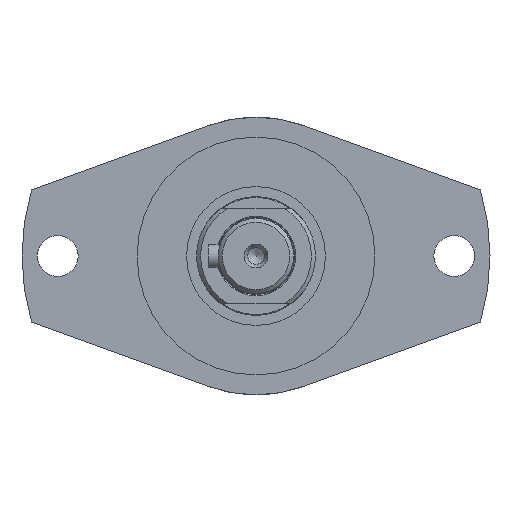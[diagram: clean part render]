
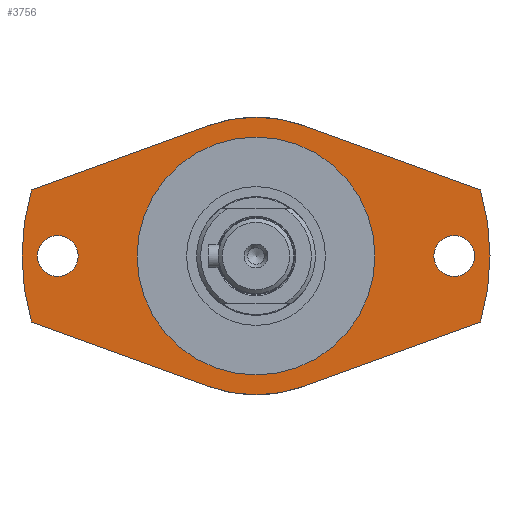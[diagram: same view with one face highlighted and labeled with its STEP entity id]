
A CAD part, left-side view. The second image highlights one B-rep face of the part: STEP entity #3756.
In plain terms, the highlighted planar face has unit normal (-1, 0, 0).
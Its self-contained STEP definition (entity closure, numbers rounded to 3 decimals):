
#121=FACE_BOUND('',#631,.T.);
#122=FACE_BOUND('',#632,.T.);
#123=FACE_BOUND('',#633,.T.);
#232=PLANE('',#4120);
#413=FACE_OUTER_BOUND('',#630,.T.);
#630=EDGE_LOOP('',(#3185,#3186,#3187,#3188,#3189,#3190,#3191,#3192));
#631=EDGE_LOOP('',(#3193));
#632=EDGE_LOOP('',(#3194));
#633=EDGE_LOOP('',(#3195,#3196));
#931=LINE('',#6338,#1218);
#934=LINE('',#6344,#1221);
#938=LINE('',#6351,#1225);
#941=LINE('',#6357,#1228);
#1218=VECTOR('',#5059,10.);
#1221=VECTOR('',#5064,10.);
#1225=VECTOR('',#5070,10.);
#1228=VECTOR('',#5075,10.);
#1383=CIRCLE('',#4102,35.);
#1385=CIRCLE('',#4104,35.);
#1389=CIRCLE('',#4109,5.15);
#1392=CIRCLE('',#4113,5.15);
#1394=CIRCLE('',#4121,59.);
#1395=CIRCLE('',#4122,59.);
#1396=CIRCLE('',#4123,30.);
#1397=CIRCLE('',#4124,30.);
#1717=VERTEX_POINT('',#6303);
#1718=VERTEX_POINT('',#6305);
#1721=VERTEX_POINT('',#6311);
#1722=VERTEX_POINT('',#6313);
#1726=VERTEX_POINT('',#6323);
#1729=VERTEX_POINT('',#6331);
#1730=VERTEX_POINT('',#6335);
#1733=VERTEX_POINT('',#6343);
#1735=VERTEX_POINT('',#6349);
#1737=VERTEX_POINT('',#6354);
#1738=VERTEX_POINT('',#6363);
#1739=VERTEX_POINT('',#6364);
#2208=EDGE_CURVE('',#1718,#1717,#1383,.T.);
#2212=EDGE_CURVE('',#1722,#1721,#1385,.T.);
#2218=EDGE_CURVE('',#1726,#1726,#1389,.T.);
#2222=EDGE_CURVE('',#1729,#1729,#1392,.T.);
#2224=EDGE_CURVE('',#1717,#1730,#931,.T.);
#2227=EDGE_CURVE('',#1733,#1722,#934,.T.);
#2231=EDGE_CURVE('',#1721,#1735,#938,.T.);
#2234=EDGE_CURVE('',#1737,#1718,#941,.T.);
#2236=EDGE_CURVE('',#1733,#1730,#1394,.T.);
#2237=EDGE_CURVE('',#1737,#1735,#1395,.T.);
#2238=EDGE_CURVE('',#1738,#1739,#1396,.T.);
#2239=EDGE_CURVE('',#1739,#1738,#1397,.T.);
#3185=ORIENTED_EDGE('',*,*,#2234,.T.);
#3186=ORIENTED_EDGE('',*,*,#2208,.T.);
#3187=ORIENTED_EDGE('',*,*,#2224,.T.);
#3188=ORIENTED_EDGE('',*,*,#2236,.F.);
#3189=ORIENTED_EDGE('',*,*,#2227,.T.);
#3190=ORIENTED_EDGE('',*,*,#2212,.T.);
#3191=ORIENTED_EDGE('',*,*,#2231,.T.);
#3192=ORIENTED_EDGE('',*,*,#2237,.F.);
#3193=ORIENTED_EDGE('',*,*,#2218,.T.);
#3194=ORIENTED_EDGE('',*,*,#2222,.T.);
#3195=ORIENTED_EDGE('',*,*,#2238,.T.);
#3196=ORIENTED_EDGE('',*,*,#2239,.T.);
#3756=ADVANCED_FACE('',(#413,#121,#122,#123),#232,.T.);
#4102=AXIS2_PLACEMENT_3D('',#6306,#5027,#5028);
#4104=AXIS2_PLACEMENT_3D('',#6314,#5033,#5034);
#4109=AXIS2_PLACEMENT_3D('',#6325,#5045,#5046);
#4113=AXIS2_PLACEMENT_3D('',#6333,#5054,#5055);
#4120=AXIS2_PLACEMENT_3D('',#6360,#5080,#5081);
#4121=AXIS2_PLACEMENT_3D('',#6361,#5082,#5083);
#4122=AXIS2_PLACEMENT_3D('',#6362,#5084,#5085);
#4123=AXIS2_PLACEMENT_3D('',#6365,#5086,#5087);
#4124=AXIS2_PLACEMENT_3D('',#6366,#5088,#5089);
#5027=DIRECTION('center_axis',(-1.,0.,0.));
#5028=DIRECTION('ref_axis',(0.,0.342,-0.94));
#5033=DIRECTION('center_axis',(-1.,0.,0.));
#5034=DIRECTION('ref_axis',(0.,-0.342,0.94));
#5045=DIRECTION('center_axis',(1.,0.,0.));
#5046=DIRECTION('ref_axis',(0.,0.,
1.));
#5054=DIRECTION('center_axis',(1.,0.,0.));
#5055=DIRECTION('ref_axis',(0.,0.,
1.));
#5059=DIRECTION('',(0.,0.94,-0.342));
#5064=DIRECTION('',(0.,-0.94,-0.342));
#5070=DIRECTION('',(0.,-0.94,0.342));
#5075=DIRECTION('',(0.,0.94,0.342));
#5080=DIRECTION('center_axis',(-1.,0.,0.));
#5081=DIRECTION('ref_axis',(0.,0.,-1.));
#5082=DIRECTION('center_axis',(1.,0.,0.));
#5083=DIRECTION('ref_axis',(0.,-1.,0.));
#5084=DIRECTION('center_axis',(1.,0.,0.));
#5085=DIRECTION('ref_axis',(0.,-1.,0.));
#5086=DIRECTION('center_axis',(1.,0.,0.));
#5087=DIRECTION('ref_axis',(0.,-1.,0.));
#5088=DIRECTION('center_axis',(1.,0.,0.));
#5089=DIRECTION('ref_axis',(0.,-1.,0.));
#6303=CARTESIAN_POINT('',(-155.,11.971,32.889));
#6305=CARTESIAN_POINT('',(-155.,-11.971,32.889));
#6306=CARTESIAN_POINT('Origin',(-155.,0.,0.));
#6311=CARTESIAN_POINT('',(-155.,-11.971,-32.889));
#6313=CARTESIAN_POINT('',(-155.,11.971,-32.889));
#6314=CARTESIAN_POINT('Origin',(-155.,0.,0.));
#6323=CARTESIAN_POINT('',(-155.,50.,-5.15));
#6325=CARTESIAN_POINT('Origin',(-155.,50.,0.));
#6331=CARTESIAN_POINT('',(-155.,-50.,-5.15));
#6333=CARTESIAN_POINT('Origin',(-155.,-50.,0.));
#6335=CARTESIAN_POINT('',(-155.,56.604,16.644));
#6338=CARTESIAN_POINT('',(-155.,-7.677,40.04));
#6343=CARTESIAN_POINT('',(-155.,56.604,-16.644));
#6344=CARTESIAN_POINT('',(-155.,37.505,-23.596));
#6349=CARTESIAN_POINT('',(-155.,-56.604,-16.644));
#6351=CARTESIAN_POINT('',(-155.,-31.618,-25.738));
#6354=CARTESIAN_POINT('',(-155.,-56.604,16.644));
#6357=CARTESIAN_POINT('',(-155.,-76.799,9.294));
#6360=CARTESIAN_POINT('Origin',(-155.,-44.5,0.));
#6361=CARTESIAN_POINT('Origin',(-155.,0.,0.));
#6362=CARTESIAN_POINT('Origin',(-155.,0.,0.));
#6363=CARTESIAN_POINT('',(-155.,-30.,0.));
#6364=CARTESIAN_POINT('',(-155.,30.,0.));
#6365=CARTESIAN_POINT('Origin',(-155.,0.,0.));
#6366=CARTESIAN_POINT('Origin',(-155.,0.,0.));
